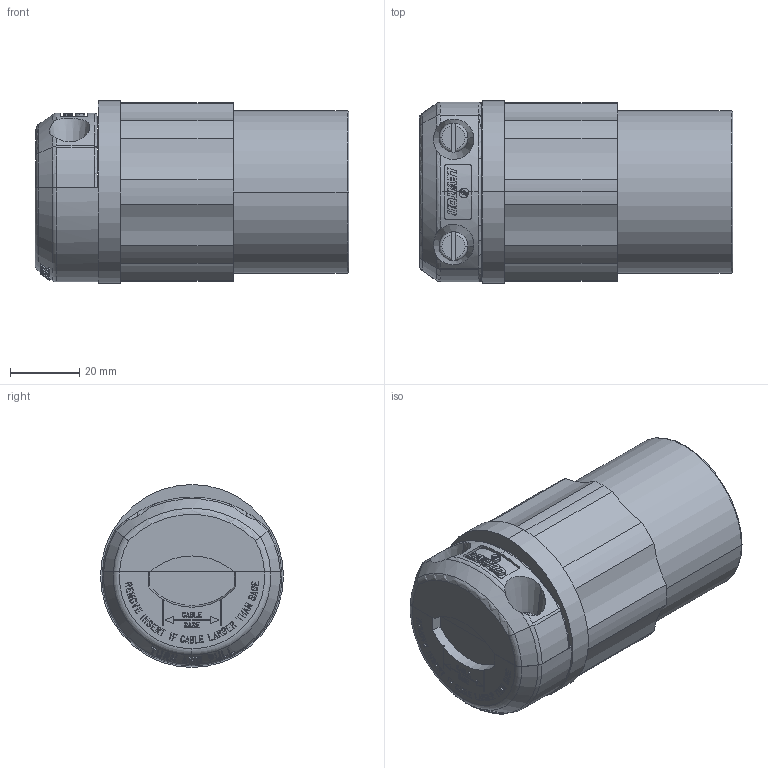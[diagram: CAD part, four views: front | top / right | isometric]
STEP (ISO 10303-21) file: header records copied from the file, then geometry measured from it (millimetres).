
FILE_DESCRIPTION (( 'STEP AP214' ), '1' );
FILE_NAME ('CATSTD-C2623-000-M01.STEP', '2022-06-28T18:16:28', ( '' ), ( '' ), 'SwSTEP 2.0', 'SolidWorks 2020', '' );
FILE_SCHEMA (( 'AUTOMOTIVE_DESIGN' ));
Length unit declared in the file: inch
Products named in the file (1): CATSTD-C2623-000-M01
Bounding box: 90.5 x 52.78 x 52.78 mm (x, y, z)
Volume: 166383 mm3; surface area: 22416 mm2
Topology: 1 solids, 1 shells, 1394 faces, 3757 edges, 2494 vertices
Faces by surface type: plane 1003, cylinder 326, cone 40, torus 25
Full cylindrical faces by diameter (mm): 5.791 x2
Entity records: 65183 total; most frequent: CARTESIAN_POINT 12190, ORIENTED_EDGE 7506, DIRECTION 6881, EDGE_CURVE 3753, VECTOR 2607, LINE 2607, VERTEX_POINT 2492, AXIS2_PLACEMENT_3D 2137
